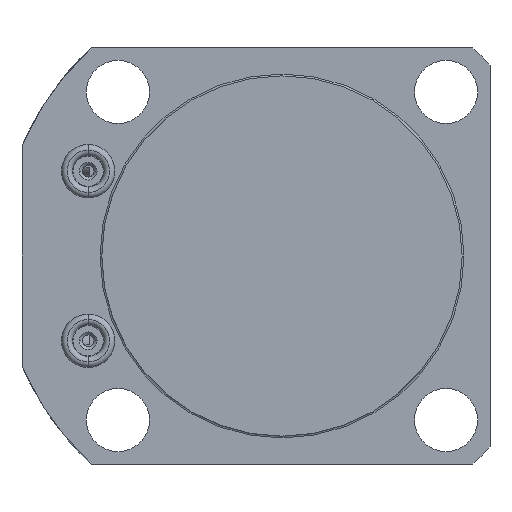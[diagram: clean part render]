
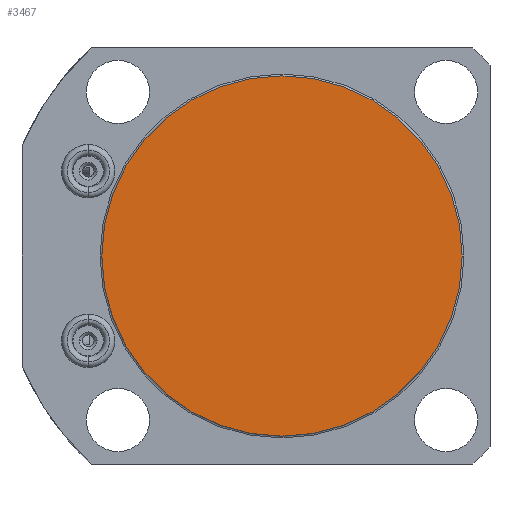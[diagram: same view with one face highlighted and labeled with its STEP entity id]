
A CAD part, front view. The second image highlights one B-rep face of the part: STEP entity #3467.
In plain terms, the highlighted planar face has unit normal (0, -1, 0).
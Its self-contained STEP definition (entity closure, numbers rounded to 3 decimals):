
#1392=CARTESIAN_POINT('',(0.,0.,0.));
#1393=DIRECTION('',(0.,-1.,0.));
#1394=DIRECTION('',(0.,0.,1.));
#1395=AXIS2_PLACEMENT_3D('',#1392,#1393,#1394);
#1397=CARTESIAN_POINT('',(0.,0.,0.));
#1398=DIRECTION('',(0.,-1.,0.));
#1399=DIRECTION('',(0.,0.,-1.));
#1400=AXIS2_PLACEMENT_3D('',#1397,#1398,#1399);
#1424=CARTESIAN_POINT('',(0.,0.,38.494));
#1425=CARTESIAN_POINT('',(0.,0.,-38.494));
#1426=VERTEX_POINT('',#1424);
#1427=VERTEX_POINT('',#1425);
#3458=CARTESIAN_POINT('',(0.,0.,0.));
#3459=DIRECTION('',(0.,1.,0.));
#3460=DIRECTION('',(0.,0.,1.));
#3461=AXIS2_PLACEMENT_3D('',#3458,#3459,#3460);
#3462=PLANE('',#3461);
#3463=ORIENTED_EDGE('',*,*,#3438,.F.);
#3464=ORIENTED_EDGE('',*,*,#3452,.F.);
#3465=EDGE_LOOP('',(#3463,#3464));
#3466=FACE_OUTER_BOUND('',#3465,.F.);
#1396=CIRCLE('',#1395,38.494);
#1401=CIRCLE('',#1400,38.494);
#3438=EDGE_CURVE('',#1426,#1427,#1396,.T.);
#3452=EDGE_CURVE('',#1427,#1426,#1401,.T.);
#3467=ADVANCED_FACE('',(#3466),#3462,.F.);
